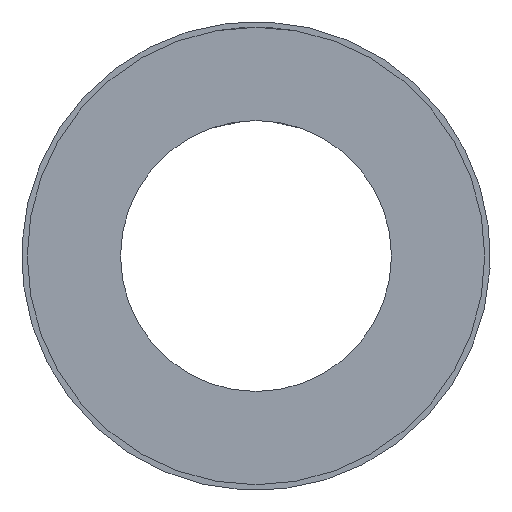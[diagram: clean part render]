
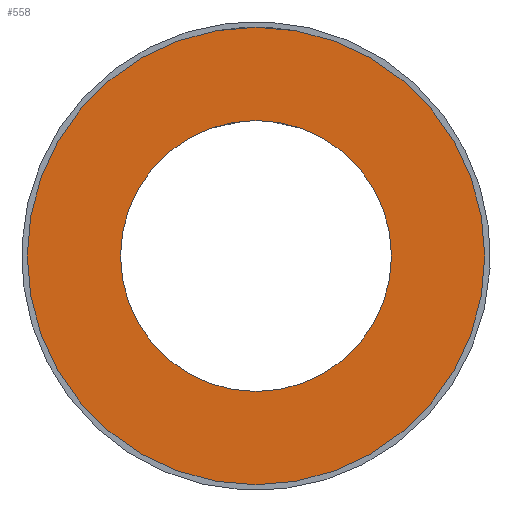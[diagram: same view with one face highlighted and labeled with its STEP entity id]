
A CAD part, front view. The second image highlights one B-rep face of the part: STEP entity #558.
In plain terms, the highlighted face is planar.
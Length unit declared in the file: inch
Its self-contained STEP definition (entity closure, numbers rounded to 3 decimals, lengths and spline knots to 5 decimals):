
#11 = DIRECTION ( 'NONE',  ( 0., 0., 1. ) ) ;
#17 = DIRECTION ( 'NONE',  ( 0., 0., 1. ) ) ;
#18 = VERTEX_POINT ( 'NONE', #291 ) ;
#25 = CARTESIAN_POINT ( 'NONE',  ( 0., 0.62, 1.0425 ) ) ;
#48 = CARTESIAN_POINT ( 'NONE',  ( 0., 0.62, 0. ) ) ;
#101 = AXIS2_PLACEMENT_3D ( 'NONE', #755, #875, #159 ) ;
#110 = CARTESIAN_POINT ( 'NONE',  ( 0., 0.62, 0. ) ) ;
#128 = EDGE_CURVE ( 'NONE', #1248, #18, #1326, .T. ) ;
#159 = DIRECTION ( 'NONE',  ( 0., 0., 1. ) ) ;
#169 = AXIS2_PLACEMENT_3D ( 'NONE', #48, #455, #853 ) ;
#212 = CARTESIAN_POINT ( 'NONE',  ( 0., 0.62, 0. ) ) ;
#228 = EDGE_CURVE ( 'NONE', #1201, #1066, #528, .T. ) ;
#273 = EDGE_CURVE ( 'NONE', #1066, #1201, #503, .T. ) ;
#291 = CARTESIAN_POINT ( 'NONE',  ( 0., 0.62, -1.0425 ) ) ;
#358 = AXIS2_PLACEMENT_3D ( 'NONE', #212, #518, #17 ) ;
#384 = CARTESIAN_POINT ( 'NONE',  ( 0., 0.62, 0. ) ) ;
#424 = FACE_OUTER_BOUND ( 'NONE', #821, .T. ) ;
#448 = CARTESIAN_POINT ( 'NONE',  ( 0., 0.62, -1.76 ) ) ;
#455 = DIRECTION ( 'NONE',  ( 0., 1., 0. ) ) ;
#481 = AXIS2_PLACEMENT_3D ( 'NONE', #384, #859, #1290 ) ;
#495 = ORIENTED_EDGE ( 'NONE', *, *, #273, .T. ) ;
#503 = CIRCLE ( 'NONE', #481, 1.76 ) ;
#513 = ORIENTED_EDGE ( 'NONE', *, *, #228, .T. ) ;
#514 = DIRECTION ( 'NONE',  ( 0., 1., 0. ) ) ;
#518 = DIRECTION ( 'NONE',  ( 0., 1., 0. ) ) ;
#528 = CIRCLE ( 'NONE', #101, 1.76 ) ;
#535 = CARTESIAN_POINT ( 'NONE',  ( 0., 0.62, 1.76 ) ) ;
#558 = ADVANCED_FACE ( 'NONE', ( #711, #424 ), #1017, .T. ) ;
#591 = ORIENTED_EDGE ( 'NONE', *, *, #128, .F. ) ;
#687 = CIRCLE ( 'NONE', #358, 1.0425 ) ;
#708 = ORIENTED_EDGE ( 'NONE', *, *, #965, .F. ) ;
#711 = FACE_BOUND ( 'NONE', #1124, .T. ) ;
#735 = AXIS2_PLACEMENT_3D ( 'NONE', #110, #514, #11 ) ;
#755 = CARTESIAN_POINT ( 'NONE',  ( 0., 0.62, 0. ) ) ;
#821 = EDGE_LOOP ( 'NONE', ( #513, #495 ) ) ;
#853 = DIRECTION ( 'NONE',  ( 0., 0., 1. ) ) ;
#859 = DIRECTION ( 'NONE',  ( 0., 1., 0. ) ) ;
#875 = DIRECTION ( 'NONE',  ( 0., 1., 0. ) ) ;
#965 = EDGE_CURVE ( 'NONE', #18, #1248, #687, .T. ) ;
#1017 = PLANE ( 'NONE',  #735 ) ;
#1066 = VERTEX_POINT ( 'NONE', #535 ) ;
#1124 = EDGE_LOOP ( 'NONE', ( #591, #708 ) ) ;
#1201 = VERTEX_POINT ( 'NONE', #448 ) ;
#1248 = VERTEX_POINT ( 'NONE', #25 ) ;
#1290 = DIRECTION ( 'NONE',  ( 0., 0., 1. ) ) ;
#1326 = CIRCLE ( 'NONE', #169, 1.0425 ) ;
